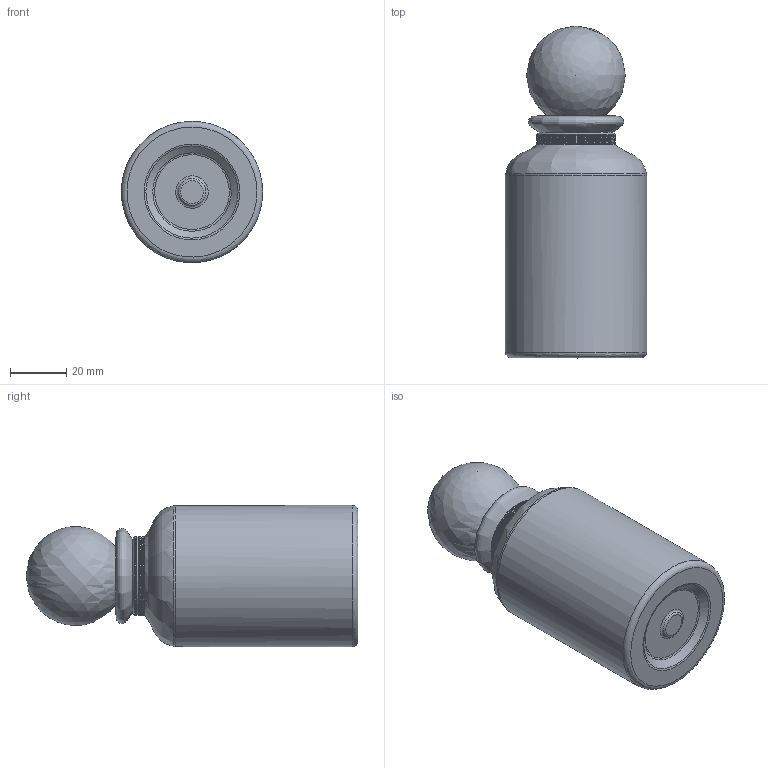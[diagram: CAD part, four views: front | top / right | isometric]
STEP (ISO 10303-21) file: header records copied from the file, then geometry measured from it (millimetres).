
FILE_DESCRIPTION(('FreeCAD Model'),'2;1');
FILE_NAME('Open CASCADE Shape Model','2025-04-27T20:57:38',('FreeCAD'),( 'FreeCAD'),'Open CASCADE STEP processor 7.6','FreeCAD','Unknown');
FILE_SCHEMA(('AUTOMOTIVE_DESIGN { 1 0 10303 214 1 1 1 1 }'));
Length unit declared in the file: millimetre
Products named in the file (1): Open CASCADE STEP translator 7.6 1
Bounding box: 50 x 117.5 x 49.96 mm (x, y, z)
Volume: 159263.3 mm3; surface area: 49795.3 mm2
Topology: 4 solids, 4 shells, 92 faces, 263 edges, 190 vertices
Faces by surface type: bspline 92
Entity records: 6324 total; most frequent: CARTESIAN_POINT 4944, ORIENTED_EDGE 516, EDGE_CURVE 258, VERTEX_POINT 189, FACE_BOUND 107, EDGE_LOOP 106, ADVANCED_FACE 92, B_SPLINE_CURVE_WITH_KNOTS 57
